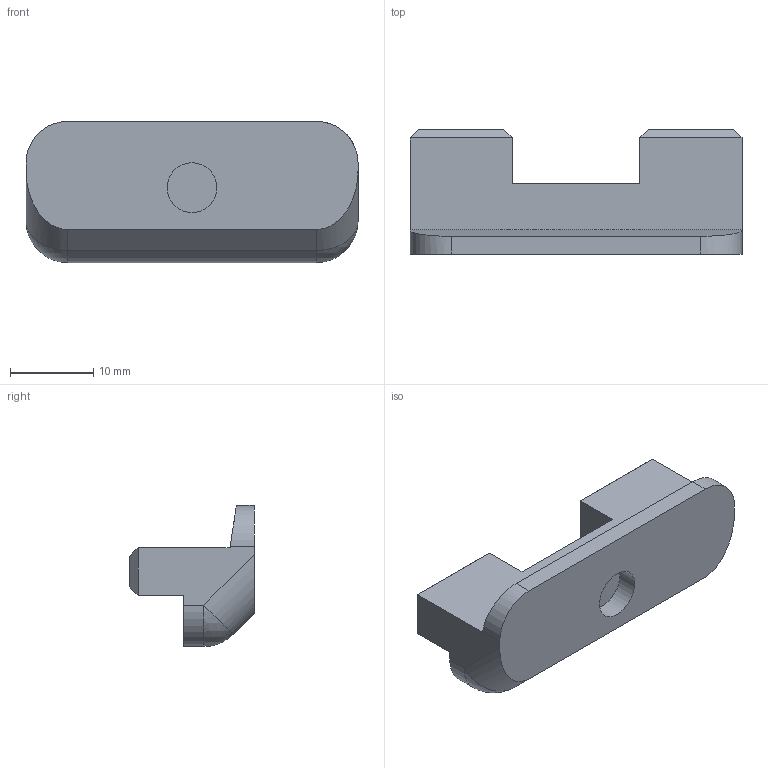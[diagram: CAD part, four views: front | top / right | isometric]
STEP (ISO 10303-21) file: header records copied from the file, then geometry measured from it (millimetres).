
FILE_DESCRIPTION(/* description */ (''),/* implementation_level */ '2;1');
FILE_NAME(/* name */ 'Panel_support.stp',/* time_stamp */ '2021-11-20T23:37:21+01:00',/* author */ (''),/* organization */ (''),/* preprocessor_version */ 'ST-DEVELOPER v16.7',/* originating_system */ 'SIEMENS PLM Software NX 12.0',/* authorisation */ '');
FILE_SCHEMA (('AUTOMOTIVE_DESIGN { 1 0 10303 214 3 1 1 1 }'));
Length unit declared in the file: millimetre
Products named in the file (1): Kuba4DDC9587w7dd
Bounding box: 40 x 15 x 17 mm (x, y, z)
Volume: 4855 mm3; surface area: 2543.7 mm2
Topology: 1 solids, 1 shells, 36 faces, 84 edges, 50 vertices
Faces by surface type: plane 25, cylinder 9, sphere 2
Full cylindrical faces by diameter (mm): 3.4 x1, 6 x1
Entity records: 1024 total; most frequent: DIRECTION 174, CARTESIAN_POINT 169, ORIENTED_EDGE 164, EDGE_CURVE 82, LINE 64, VECTOR 64, AXIS2_PLACEMENT_3D 55, VERTEX_POINT 50
